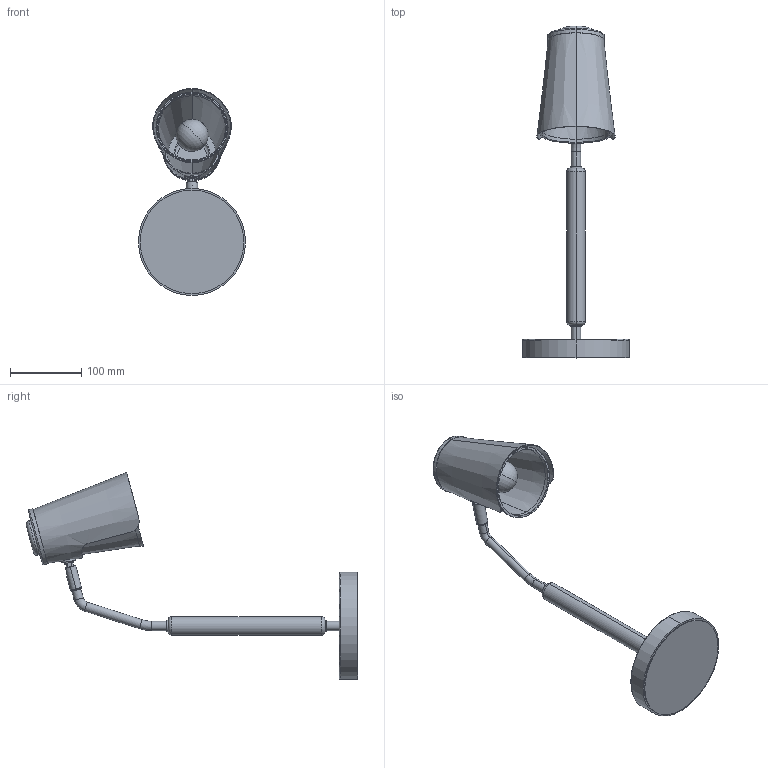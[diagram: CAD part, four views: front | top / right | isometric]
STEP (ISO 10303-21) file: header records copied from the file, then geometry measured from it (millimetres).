
FILE_DESCRIPTION (( 'STEP AP203' ), '1' );
FILE_NAME ('GZ 82 TL_exported.step', '2025-03-28T04:16:49', ( '' ), ( '' ), 'SwSTEP 2.0', 'SolidWorks 2024', '' );
FILE_SCHEMA (( 'CONFIG_CONTROL_DESIGN' ));
Length unit declared in the file: millimetre
Products named in the file (1): GZ 82 TL_exported
Bounding box: 150 x 464.88 x 289.95 mm (x, y, z)
Surface area: 248467.4 mm2 (no closed solid volume)
Topology: 0 solids, 12 shells, 111 faces, 303 edges, 200 vertices
Faces by surface type: cylinder 46, plane 26, torus 18, cone 17, sphere 4
Entity records: 3897 total; most frequent: CARTESIAN_POINT 1009, DIRECTION 657, ORIENTED_EDGE 511, EDGE_CURVE 295, AXIS2_PLACEMENT_3D 278, VERTEX_POINT 195, CIRCLE 166, EDGE_LOOP 123
